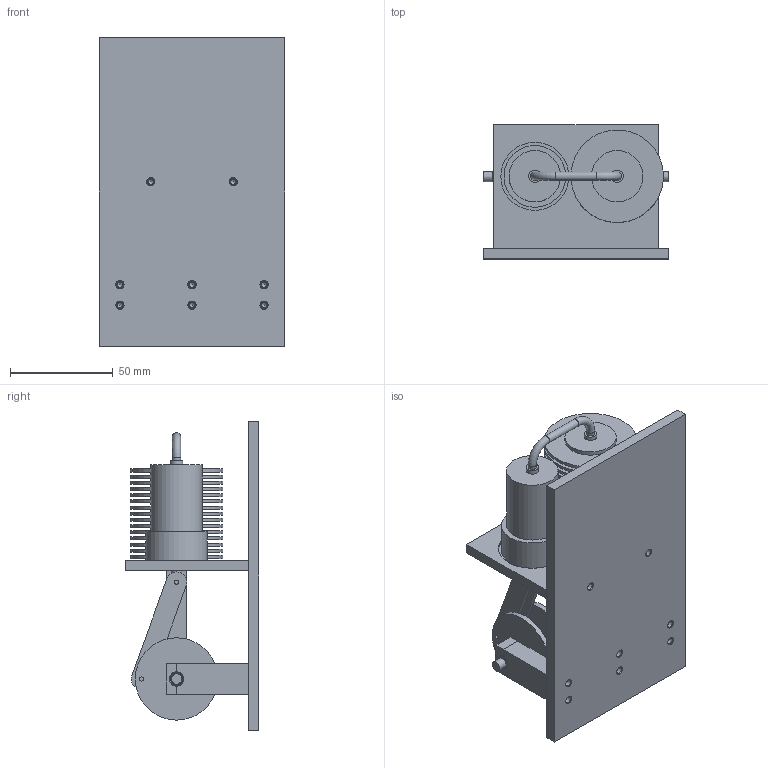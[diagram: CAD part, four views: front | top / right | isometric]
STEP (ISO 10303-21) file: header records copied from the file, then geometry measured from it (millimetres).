
FILE_DESCRIPTION(/* description */ (''),/* implementation_level */ '2;1');
FILE_NAME(/* name */ 'ASM_Stirlingmotor_02.1.stp',/* time_stamp */ '2012-06-21T15:44:20+02:00',/* author */ (''),/* organization */ (''),/* preprocessor_version */ 'ST-DEVELOPER v11',/* originating_system */ 'SIEMENS PLM Software NX 7.5',/* authorisation */ '');
FILE_SCHEMA (('AUTOMOTIVE_DESIGN { 1 0 10303 214 1 1 1 1 }'));
Length unit declared in the file: millimetre
Products named in the file (16): PRT_Kurbelwelle_innen_Rad_01.1; PRT_Kurbelwelle_innen_02.1; PRT_Kurbelwelle_aussen_01.1; PRT_Kurbelwelle_Lagerung_Deckel_02.1; PRT_Gleitlager_Da7_Di5_L10; PRT_Kurbelwelle_Lagerung_unten_01.1; PRT_Basis_02.1; PRT_Arbeitskolben_01.1; PRT_Kolbenstange_Arbeitskolben_01.1; PRT_Rohr_01.1; PRT_Arbeitszylinderkopf_01.1; PRT_Verdraengerzylinderkopf_01.1; PRT_Zylinderanbindung_01.1; ASM_Kurbewelle_02.1_MODEL; ASM_Kurbelwelle_Lagerung_01.1_MODEL; ASM_Stirlingmotor_02.1
Assembly tree (26 placements, depth 3):
  ASM_Stirlingmotor_02.1
    ASM_Kurbelwelle_Lagerung_01.1_MODEL
      PRT_Basis_02.1
      PRT_Kurbelwelle_Lagerung_unten_01.1  x3
      PRT_Gleitlager_Da7_Di5_L10  x2
      PRT_Kurbelwelle_Lagerung_Deckel_02.1  x3
    ASM_Kurbewelle_02.1_MODEL
      PRT_Kurbelwelle_aussen_01.1  x2
      PRT_Kurbelwelle_innen_02.1
      PRT_Kurbelwelle_innen_Rad_01.1
      PRT_Gleitlager_Da7_Di5_L10
    PRT_Zylinderanbindung_01.1
    PRT_Verdraengerzylinderkopf_01.1
    PRT_Arbeitszylinderkopf_01.1
    PRT_Rohr_01.1
    PRT_Kolbenstange_Arbeitskolben_01.1  x4
    PRT_Arbeitskolben_01.1  x2
Bounding box: 90 x 65 x 150 mm (x, y, z)
Volume: 174294.6 mm3; surface area: 124049.2 mm2
Topology: 24 solids, 24 shells, 367 faces, 834 edges, 569 vertices
Faces by surface type: cylinder 151, plane 149, cone 63, torus 4
Full cylindrical faces by diameter (mm): 2 x22, 2.5 x22, 3 x6, 3.3 x8, 3.5 x3, 4 x9, 5 x12, 6 x2, 7 x3, 12.4 x2, 15 x2, 20 x4, 21 x2, 25 x13, 30 x6, 33 x2, 40 x4, 45 x15
Entity records: 6518 total; most frequent: DIRECTION 1176, CARTESIAN_POINT 1039, ORIENTED_EDGE 612, AXIS2_PLACEMENT_3D 556, EDGE_LOOP 502, FACE_BOUND 490, EDGE_CURVE 306, VERTEX_POINT 296
